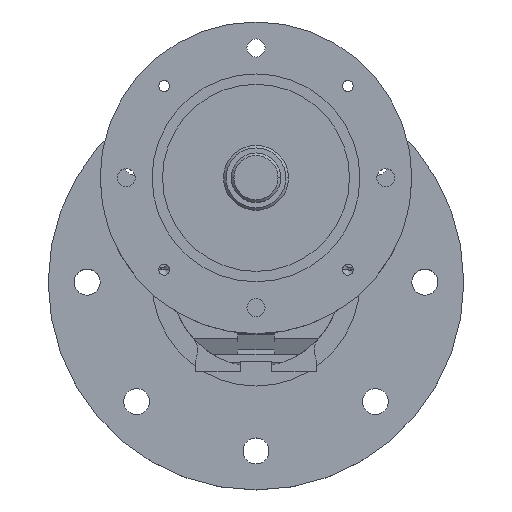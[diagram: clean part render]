
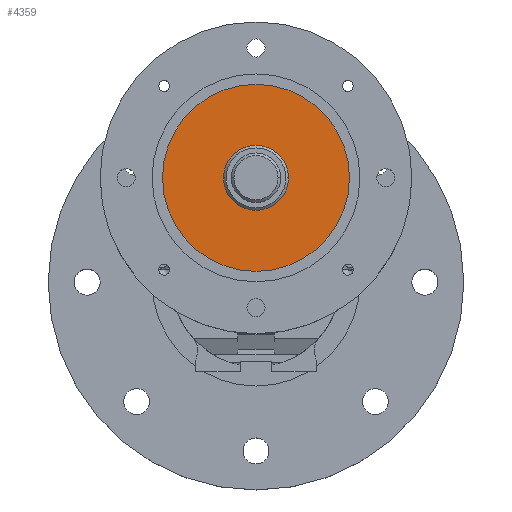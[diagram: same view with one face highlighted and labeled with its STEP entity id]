
A CAD part, top view. The second image highlights one B-rep face of the part: STEP entity #4359.
In plain terms, the highlighted planar face has unit normal (0, 0, 1).
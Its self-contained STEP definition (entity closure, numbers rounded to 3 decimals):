
#110 = CIRCLE ( 'NONE', #9291, 36. ) ;
#162 = DIRECTION ( 'NONE',  ( 0., 0., -1. ) ) ;
#313 = CARTESIAN_POINT ( 'NONE',  ( 36., 0., -2. ) ) ;
#840 = ORIENTED_EDGE ( 'NONE', *, *, #10263, .F. ) ;
#1321 = CIRCLE ( 'NONE', #5922, 12.5 ) ;
#1443 = AXIS2_PLACEMENT_3D ( 'NONE', #3998, #11244, #5808 ) ;
#2227 = CARTESIAN_POINT ( 'NONE',  ( 0., 0., -2. ) ) ;
#2634 = VERTEX_POINT ( 'NONE', #3857 ) ;
#2761 = CARTESIAN_POINT ( 'NONE',  ( 0., 0., -2. ) ) ;
#3131 = DIRECTION ( 'NONE',  ( -1., 0., 0. ) ) ;
#3691 = DIRECTION ( 'NONE',  ( -1., 0., 0. ) ) ;
#3857 = CARTESIAN_POINT ( 'NONE',  ( -36., 0., -2. ) ) ;
#3998 = CARTESIAN_POINT ( 'NONE',  ( 0., 0., -2. ) ) ;
#4195 = CARTESIAN_POINT ( 'NONE',  ( 0., 0., -2. ) ) ;
#4222 = EDGE_CURVE ( 'NONE', #8320, #8751, #1321, .T. ) ;
#4359 = ADVANCED_FACE ( 'NONE', ( #8982, #7148 ), #9431, .F. ) ;
#4602 = CIRCLE ( 'NONE', #7630, 12.5 ) ;
#4678 = ORIENTED_EDGE ( 'NONE', *, *, #5706, .T. ) ;
#5094 = DIRECTION ( 'NONE',  ( -1., 0., 0. ) ) ;
#5299 = AXIS2_PLACEMENT_3D ( 'NONE', #4195, #10528, #5094 ) ;
#5349 = CARTESIAN_POINT ( 'NONE',  ( -12.5, 0., -2. ) ) ;
#5610 = CARTESIAN_POINT ( 'NONE',  ( 0., 0., -2. ) ) ;
#5706 = EDGE_CURVE ( 'NONE', #8751, #8320, #4602, .T. ) ;
#5808 = DIRECTION ( 'NONE',  ( -1., 0., 0. ) ) ;
#5922 = AXIS2_PLACEMENT_3D ( 'NONE', #5610, #162, #6526 ) ;
#6382 = ORIENTED_EDGE ( 'NONE', *, *, #9284, .F. ) ;
#6526 = DIRECTION ( 'NONE',  ( -1., 0., 0. ) ) ;
#6943 = CARTESIAN_POINT ( 'NONE',  ( 12.5, 0., -2. ) ) ;
#7148 = FACE_OUTER_BOUND ( 'NONE', #7499, .T. ) ;
#7499 = EDGE_LOOP ( 'NONE', ( #6382, #840 ) ) ;
#7630 = AXIS2_PLACEMENT_3D ( 'NONE', #2227, #8564, #3131 ) ;
#7979 = VERTEX_POINT ( 'NONE', #313 ) ;
#8320 = VERTEX_POINT ( 'NONE', #5349 ) ;
#8564 = DIRECTION ( 'NONE',  ( 0., 0., -1. ) ) ;
#8751 = VERTEX_POINT ( 'NONE', #6943 ) ;
#8982 = FACE_BOUND ( 'NONE', #10301, .T. ) ;
#9117 = DIRECTION ( 'NONE',  ( 0., 0., -1. ) ) ;
#9284 = EDGE_CURVE ( 'NONE', #7979, #2634, #10372, .T. ) ;
#9291 = AXIS2_PLACEMENT_3D ( 'NONE', #2761, #9117, #3691 ) ;
#9431 = PLANE ( 'NONE',  #1443 ) ;
#10263 = EDGE_CURVE ( 'NONE', #2634, #7979, #110, .T. ) ;
#10301 = EDGE_LOOP ( 'NONE', ( #4678, #11792 ) ) ;
#10372 = CIRCLE ( 'NONE', #5299, 36. ) ;
#10528 = DIRECTION ( 'NONE',  ( 0., 0., -1. ) ) ;
#11244 = DIRECTION ( 'NONE',  ( 0., 0., -1. ) ) ;
#11792 = ORIENTED_EDGE ( 'NONE', *, *, #4222, .T. ) ;
